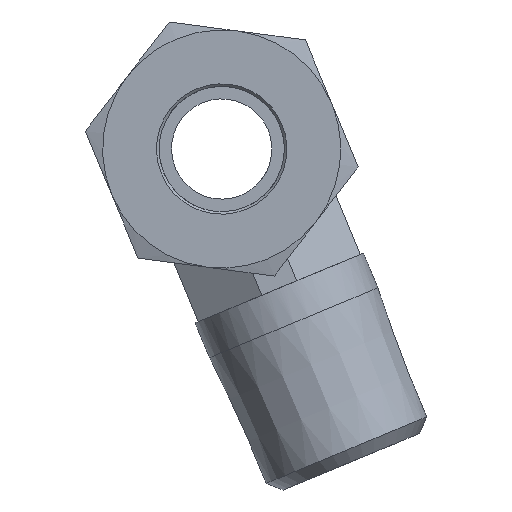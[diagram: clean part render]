
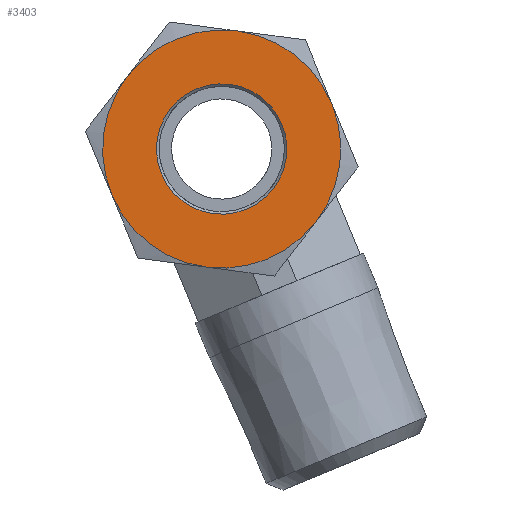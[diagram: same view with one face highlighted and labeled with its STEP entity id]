
A CAD part, front view. The second image highlights one B-rep face of the part: STEP entity #3403.
In plain terms, the highlighted face is planar.
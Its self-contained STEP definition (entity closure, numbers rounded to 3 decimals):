
#3307=CARTESIAN_POINT('',(5.2,0.,15.5));
#3308=VERTEX_POINT('',#3307);
#3309=CARTESIAN_POINT('',(0.0,0.0,15.5));
#3310=DIRECTION('',(0.0,0.0,1.0));
#3311=DIRECTION('',(-1.0,0.0,0.0));
#3312=AXIS2_PLACEMENT_3D('',#3309,#3310,#3311);
#3313=CIRCLE('',#3312,5.2);
#3314=EDGE_CURVE('',#3308,#3308,#3313,.T.);
#3339=CARTESIAN_POINT('',(0.,0.,15.5));
#3340=DIRECTION('',(0.0,0.0,1.0));
#3341=DIRECTION('',(1.0,0.0,0.0));
#3342=AXIS2_PLACEMENT_3D('',#3339,#3340,#3341);
#3343=PLANE('',#3342);
#3344=CARTESIAN_POINT('',(-4.75,-8.227,15.5));
#3345=VERTEX_POINT('',#3344);
#3346=CARTESIAN_POINT('',(4.75,-8.227,15.5));
#3347=VERTEX_POINT('',#3346);
#3348=CARTESIAN_POINT('',(0.0,0.0,15.5));
#3349=DIRECTION('',(0.0,0.0,1.0));
#3350=DIRECTION('',(-0.5,-0.866,0.0));
#3351=AXIS2_PLACEMENT_3D('',#3348,#3349,#3350);
#3352=CIRCLE('',#3351,9.5);
#3353=EDGE_CURVE('',#3345,#3347,#3352,.T.);
#3354=ORIENTED_EDGE('',*,*,#3353,.T.);
#3355=CARTESIAN_POINT('',(9.5,0.,15.5));
#3356=VERTEX_POINT('',#3355);
#3357=CARTESIAN_POINT('',(0.0,0.0,15.5));
#3358=DIRECTION('',(0.0,0.0,1.0));
#3359=DIRECTION('',(-0.5,-0.866,0.0));
#3360=AXIS2_PLACEMENT_3D('',#3357,#3358,#3359);
#3361=CIRCLE('',#3360,9.5);
#3362=EDGE_CURVE('',#3347,#3356,#3361,.T.);
#3363=ORIENTED_EDGE('',*,*,#3362,.T.);
#3364=CARTESIAN_POINT('',(4.75,8.227,15.5));
#3365=VERTEX_POINT('',#3364);
#3366=CARTESIAN_POINT('',(0.0,0.0,15.5));
#3367=DIRECTION('',(0.0,0.0,1.0));
#3368=DIRECTION('',(-0.5,-0.866,0.0));
#3369=AXIS2_PLACEMENT_3D('',#3366,#3367,#3368);
#3370=CIRCLE('',#3369,9.5);
#3371=EDGE_CURVE('',#3356,#3365,#3370,.T.);
#3372=ORIENTED_EDGE('',*,*,#3371,.T.);
#3373=CARTESIAN_POINT('',(-4.75,8.227,15.5));
#3374=VERTEX_POINT('',#3373);
#3375=CARTESIAN_POINT('',(0.0,0.0,15.5));
#3376=DIRECTION('',(0.0,0.0,1.0));
#3377=DIRECTION('',(-0.5,-0.866,0.0));
#3378=AXIS2_PLACEMENT_3D('',#3375,#3376,#3377);
#3379=CIRCLE('',#3378,9.5);
#3380=EDGE_CURVE('',#3365,#3374,#3379,.T.);
#3381=ORIENTED_EDGE('',*,*,#3380,.T.);
#3382=CARTESIAN_POINT('',(-9.5,0.0,15.5));
#3383=VERTEX_POINT('',#3382);
#3384=CARTESIAN_POINT('',(0.0,0.0,15.5));
#3385=DIRECTION('',(0.0,0.0,1.0));
#3386=DIRECTION('',(-0.5,-0.866,0.0));
#3387=AXIS2_PLACEMENT_3D('',#3384,#3385,#3386);
#3388=CIRCLE('',#3387,9.5);
#3389=EDGE_CURVE('',#3374,#3383,#3388,.T.);
#3390=ORIENTED_EDGE('',*,*,#3389,.T.);
#3391=CARTESIAN_POINT('',(0.0,0.0,15.5));
#3392=DIRECTION('',(0.0,0.0,1.0));
#3393=DIRECTION('',(-0.5,-0.866,0.0));
#3394=AXIS2_PLACEMENT_3D('',#3391,#3392,#3393);
#3395=CIRCLE('',#3394,9.5);
#3396=EDGE_CURVE('',#3383,#3345,#3395,.T.);
#3397=ORIENTED_EDGE('',*,*,#3396,.T.);
#3398=EDGE_LOOP('',(#3354,#3363,#3372,#3381,#3390,#3397));
#3399=FACE_OUTER_BOUND('',#3398,.T.);
#3400=ORIENTED_EDGE('',*,*,#3314,.F.);
#3401=EDGE_LOOP('',(#3400));
#3402=FACE_BOUND('',#3401,.T.);
#3403=ADVANCED_FACE('',(#3399,#3402),#3343,.T.);
